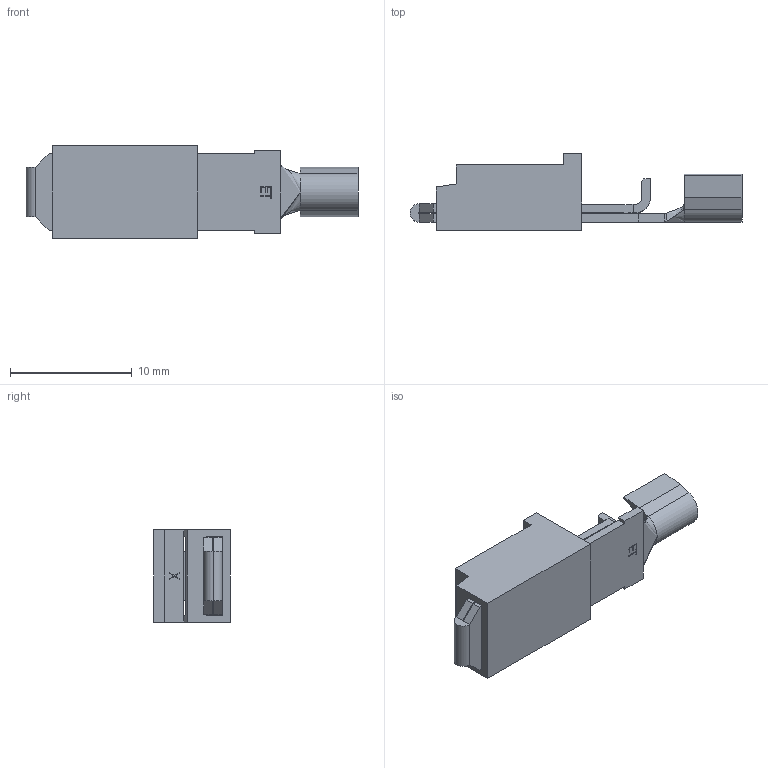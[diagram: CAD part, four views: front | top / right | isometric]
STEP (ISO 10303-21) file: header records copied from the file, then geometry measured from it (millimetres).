
FILE_DESCRIPTION (( 'STEP AP203' ), '1' );
FILE_NAME ('37007.STEP', '2015-01-29T18:17:28', ( '' ), ( '' ), 'SwSTEP 2.0', 'SolidWorks 2014', '' );
FILE_SCHEMA (( 'CONFIG_CONTROL_DESIGN' ));
Length unit declared in the file: inch
Products named in the file (3): PPBF1; BI-1; 37007
Assembly tree (2 placements, depth 2):
  37007
    PPBF1
    BI-1
Bounding box: 27.3 x 6.3 x 7.57 mm (x, y, z)
Volume: 407.3 mm3; surface area: 1299 mm2
Topology: 2 solids, 2 shells, 196 faces, 521 edges, 328 vertices
Faces by surface type: plane 144, cylinder 32, cone 12, bspline 8
Entity records: 6490 total; most frequent: CARTESIAN_POINT 1362, ORIENTED_EDGE 1042, DIRECTION 940, EDGE_CURVE 521, LINE 422, VECTOR 422, VERTEX_POINT 328, AXIS2_PLACEMENT_3D 259
